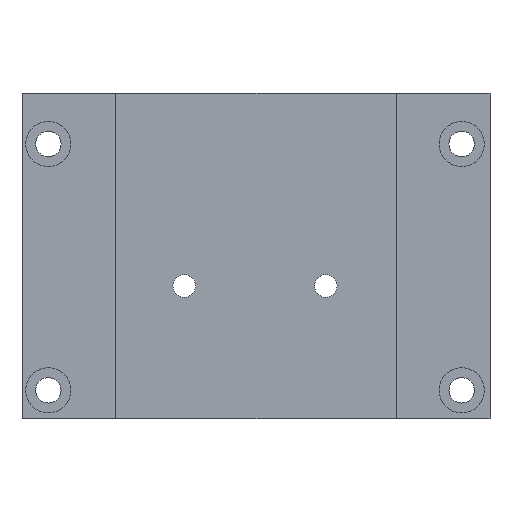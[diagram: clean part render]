
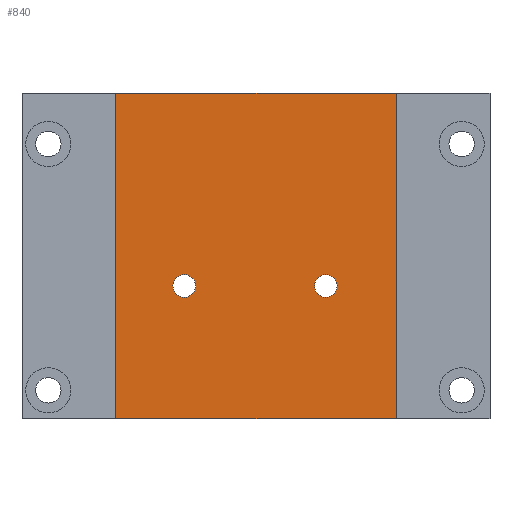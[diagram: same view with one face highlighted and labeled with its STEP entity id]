
A CAD part, front view. The second image highlights one B-rep face of the part: STEP entity #840.
In plain terms, the highlighted planar face has unit normal (0, -1, 0).
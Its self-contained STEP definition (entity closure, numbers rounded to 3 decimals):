
#4 = ORIENTED_EDGE ( 'NONE', *, *, #368, .T. ) ;
#26 = AXIS2_PLACEMENT_3D ( 'NONE', #518, #71, #590 ) ;
#36 = CARTESIAN_POINT ( 'NONE',  ( -65.025, 9., 0. ) ) ;
#40 = VECTOR ( 'NONE', #630, 1000. ) ;
#54 = LINE ( 'NONE', #842, #151 ) ;
#63 = CARTESIAN_POINT ( 'NONE',  ( -65.025, 9., 57.43 ) ) ;
#71 = DIRECTION ( 'NONE',  ( 0., -1., 0. ) ) ;
#83 = EDGE_CURVE ( 'NONE', #396, #628, #621, .T. ) ;
#116 = AXIS2_PLACEMENT_3D ( 'NONE', #388, #924, #744 ) ;
#122 = EDGE_LOOP ( 'NONE', ( #793, #985 ) ) ;
#146 = DIRECTION ( 'NONE',  ( 0., -1., 0. ) ) ;
#151 = VECTOR ( 'NONE', #157, 1000. ) ;
#157 = DIRECTION ( 'NONE',  ( 0., 0., -1. ) ) ;
#160 = VERTEX_POINT ( 'NONE', #973 ) ;
#169 = CARTESIAN_POINT ( 'NONE',  ( -77.5, 9., 25.43 ) ) ;
#207 = EDGE_CURVE ( 'NONE', #501, #870, #674, .T. ) ;
#211 = DIRECTION ( 'NONE',  ( 1., 0., 0. ) ) ;
#212 = AXIS2_PLACEMENT_3D ( 'NONE', #751, #146, #1020 ) ;
#224 = FACE_BOUND ( 'NONE', #850, .T. ) ;
#248 = EDGE_CURVE ( 'NONE', #160, #485, #522, .T. ) ;
#282 = CARTESIAN_POINT ( 'NONE',  ( -102.5, 9., 23.43 ) ) ;
#320 = CARTESIAN_POINT ( 'NONE',  ( -77.5, 9., 23.43 ) ) ;
#329 = FACE_BOUND ( 'NONE', #122, .T. ) ;
#346 = ORIENTED_EDGE ( 'NONE', *, *, #1055, .F. ) ;
#368 = EDGE_CURVE ( 'NONE', #160, #373, #371, .T. ) ;
#371 = LINE ( 'NONE', #1070, #40 ) ;
#373 = VERTEX_POINT ( 'NONE', #983 ) ;
#376 = CARTESIAN_POINT ( 'NONE',  ( -77.5, 9., 21.43 ) ) ;
#388 = CARTESIAN_POINT ( 'NONE',  ( -114.625, 9., 57.43 ) ) ;
#396 = VERTEX_POINT ( 'NONE', #376 ) ;
#453 = CARTESIAN_POINT ( 'NONE',  ( -114.625, 9., 57.43 ) ) ;
#455 = EDGE_CURVE ( 'NONE', #485, #801, #54, .T. ) ;
#457 = CIRCLE ( 'NONE', #212, 2. ) ;
#467 = EDGE_CURVE ( 'NONE', #870, #501, #457, .T. ) ;
#485 = VERTEX_POINT ( 'NONE', #63 ) ;
#501 = VERTEX_POINT ( 'NONE', #759 ) ;
#511 = CIRCLE ( 'NONE', #26, 2. ) ;
#515 = DIRECTION ( 'NONE',  ( 0., 0., -1. ) ) ;
#518 = CARTESIAN_POINT ( 'NONE',  ( -77.5, 9., 23.43 ) ) ;
#522 = LINE ( 'NONE', #453, #1117 ) ;
#543 = ORIENTED_EDGE ( 'NONE', *, *, #964, .T. ) ;
#544 = AXIS2_PLACEMENT_3D ( 'NONE', #320, #581, #576 ) ;
#568 = VECTOR ( 'NONE', #1106, 1000. ) ;
#576 = DIRECTION ( 'NONE',  ( 0., 0., -1. ) ) ;
#581 = DIRECTION ( 'NONE',  ( 0., -1., 0. ) ) ;
#590 = DIRECTION ( 'NONE',  ( 0., 0., -1. ) ) ;
#609 = ORIENTED_EDGE ( 'NONE', *, *, #83, .F. ) ;
#619 = DIRECTION ( 'NONE',  ( 0., -1., 0. ) ) ;
#621 = CIRCLE ( 'NONE', #544, 2. ) ;
#628 = VERTEX_POINT ( 'NONE', #169 ) ;
#630 = DIRECTION ( 'NONE',  ( 0., 0., -1. ) ) ;
#667 = CARTESIAN_POINT ( 'NONE',  ( -114.625, 9., 0. ) ) ;
#674 = CIRCLE ( 'NONE', #730, 2. ) ;
#707 = EDGE_LOOP ( 'NONE', ( #543, #970, #873, #4 ) ) ;
#730 = AXIS2_PLACEMENT_3D ( 'NONE', #282, #619, #515 ) ;
#744 = DIRECTION ( 'NONE',  ( 0., 0., 1. ) ) ;
#751 = CARTESIAN_POINT ( 'NONE',  ( -102.5, 9., 23.43 ) ) ;
#759 = CARTESIAN_POINT ( 'NONE',  ( -102.5, 9., 25.43 ) ) ;
#793 = ORIENTED_EDGE ( 'NONE', *, *, #467, .F. ) ;
#801 = VERTEX_POINT ( 'NONE', #36 ) ;
#840 = ADVANCED_FACE ( 'NONE', ( #224, #1089, #329 ), #930, .F. ) ;
#842 = CARTESIAN_POINT ( 'NONE',  ( -65.025, 9., 57.43 ) ) ;
#850 = EDGE_LOOP ( 'NONE', ( #609, #346 ) ) ;
#870 = VERTEX_POINT ( 'NONE', #918 ) ;
#873 = ORIENTED_EDGE ( 'NONE', *, *, #248, .F. ) ;
#918 = CARTESIAN_POINT ( 'NONE',  ( -102.5, 9., 21.43 ) ) ;
#924 = DIRECTION ( 'NONE',  ( 0., 1., 0. ) ) ;
#930 = PLANE ( 'NONE',  #116 ) ;
#964 = EDGE_CURVE ( 'NONE', #373, #801, #1093, .T. ) ;
#970 = ORIENTED_EDGE ( 'NONE', *, *, #455, .F. ) ;
#973 = CARTESIAN_POINT ( 'NONE',  ( -114.625, 9., 57.43 ) ) ;
#983 = CARTESIAN_POINT ( 'NONE',  ( -114.625, 9., 0. ) ) ;
#985 = ORIENTED_EDGE ( 'NONE', *, *, #207, .F. ) ;
#1020 = DIRECTION ( 'NONE',  ( 0., 0., -1. ) ) ;
#1055 = EDGE_CURVE ( 'NONE', #628, #396, #511, .T. ) ;
#1070 = CARTESIAN_POINT ( 'NONE',  ( -114.625, 9., 57.43 ) ) ;
#1089 = FACE_OUTER_BOUND ( 'NONE', #707, .T. ) ;
#1093 = LINE ( 'NONE', #667, #568 ) ;
#1106 = DIRECTION ( 'NONE',  ( 1., 0., 0. ) ) ;
#1117 = VECTOR ( 'NONE', #211, 1000. ) ;
